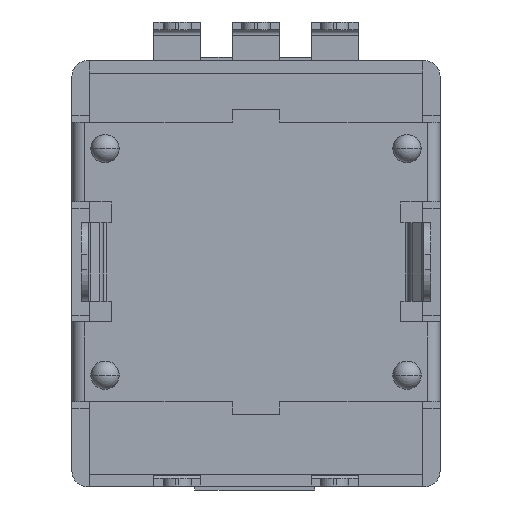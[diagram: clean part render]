
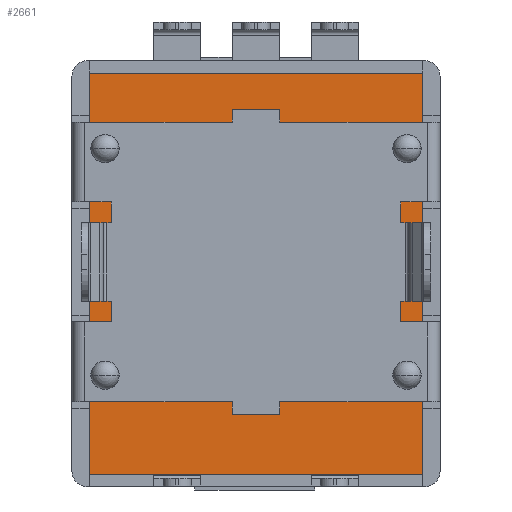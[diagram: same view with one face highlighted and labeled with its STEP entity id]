
A CAD part, front view. The second image highlights one B-rep face of the part: STEP entity #2661.
In plain terms, the highlighted planar face has unit normal (0, -1, 0).
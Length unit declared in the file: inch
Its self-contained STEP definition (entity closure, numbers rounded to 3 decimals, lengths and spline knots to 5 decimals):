
#171 = VECTOR ( 'NONE', #1654, 39.37008 ) ;
#435 = EDGE_CURVE ( 'NONE', #1078, #1909, #4165, .T. ) ;
#1023 = EDGE_CURVE ( 'NONE', #5065, #3780, #5736, .T. ) ;
#1078 = VERTEX_POINT ( 'NONE', #10006 ) ;
#1482 = CARTESIAN_POINT ( 'NONE',  ( 0.20866, 0.00984, 0.23622 ) ) ;
#1654 = DIRECTION ( 'NONE',  ( -1., 0., 0. ) ) ;
#1888 = VECTOR ( 'NONE', #4675, 39.37008 ) ;
#1909 = VERTEX_POINT ( 'NONE', #4166 ) ;
#2661 = ADVANCED_FACE ( 'NONE', ( #10715 ), #8263, .T. ) ;
#2713 = EDGE_CURVE ( 'NONE', #3780, #1909, #3976, .T. ) ;
#3123 = CARTESIAN_POINT ( 'NONE',  ( -0.20866, 0.00984, 0.23622 ) ) ;
#3244 = ORIENTED_EDGE ( 'NONE', *, *, #435, .F. ) ;
#3780 = VERTEX_POINT ( 'NONE', #7072 ) ;
#3920 = VECTOR ( 'NONE', #10876, 39.37008 ) ;
#3976 = LINE ( 'NONE', #3123, #9143 ) ;
#4165 = LINE ( 'NONE', #9247, #1888 ) ;
#4166 = CARTESIAN_POINT ( 'NONE',  ( -0.20866, 0.00984, -0.26575 ) ) ;
#4323 = AXIS2_PLACEMENT_3D ( 'NONE', #11147, #11031, #5538 ) ;
#4675 = DIRECTION ( 'NONE',  ( -1., 0., 0. ) ) ;
#5033 = ORIENTED_EDGE ( 'NONE', *, *, #7432, .T. ) ;
#5065 = VERTEX_POINT ( 'NONE', #1482 ) ;
#5362 = LINE ( 'NONE', #9952, #3920 ) ;
#5538 = DIRECTION ( 'NONE',  ( 0., 0., -1. ) ) ;
#5575 = EDGE_LOOP ( 'NONE', ( #5033, #11310, #11850, #3244 ) ) ;
#5736 = LINE ( 'NONE', #9093, #171 ) ;
#7072 = CARTESIAN_POINT ( 'NONE',  ( -0.20866, 0.00984, 0.23622 ) ) ;
#7432 = EDGE_CURVE ( 'NONE', #1078, #5065, #5362, .T. ) ;
#8263 = PLANE ( 'NONE',  #4323 ) ;
#9093 = CARTESIAN_POINT ( 'NONE',  ( 0.20866, 0.00984, 0.23622 ) ) ;
#9143 = VECTOR ( 'NONE', #11277, 39.37008 ) ;
#9247 = CARTESIAN_POINT ( 'NONE',  ( 0.20866, 0.00984, -0.26575 ) ) ;
#9952 = CARTESIAN_POINT ( 'NONE',  ( 0.20866, 0.00984, -0.26575 ) ) ;
#10006 = CARTESIAN_POINT ( 'NONE',  ( 0.20866, 0.00984, -0.26575 ) ) ;
#10715 = FACE_OUTER_BOUND ( 'NONE', #5575, .T. ) ;
#10876 = DIRECTION ( 'NONE',  ( 0., 0., 1. ) ) ;
#11031 = DIRECTION ( 'NONE',  ( 0., -1., 0. ) ) ;
#11147 = CARTESIAN_POINT ( 'NONE',  ( 0., 0.00984, 0. ) ) ;
#11277 = DIRECTION ( 'NONE',  ( 0., 0., -1. ) ) ;
#11310 = ORIENTED_EDGE ( 'NONE', *, *, #1023, .T. ) ;
#11850 = ORIENTED_EDGE ( 'NONE', *, *, #2713, .T. ) ;
